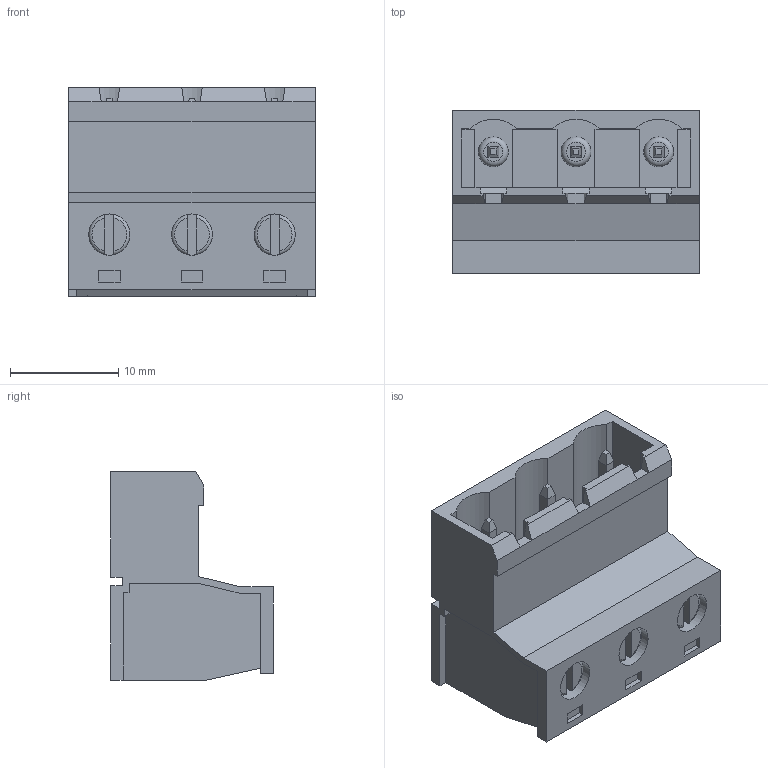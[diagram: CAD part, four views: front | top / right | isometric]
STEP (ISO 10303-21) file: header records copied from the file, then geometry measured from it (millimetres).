
FILE_DESCRIPTION( ( 'Unknown' ), '1' );
FILE_NAME( '691348400003.stp', 'Unknown', ( 'Unknown' ), ( 'Unknown' ), 'PSStep 14.0', 'Unknown', ' ' );
FILE_SCHEMA( ( 'AUTOMOTIVE_DESIGN { 1 0 10303 214 1 1 1 1 }' ) );
Length unit declared in the file: millimetre
Products named in the file (6): Assem1; 6913484000xx_PIN; 6913484000xx_CAGE; 6913484000xx_VISSE; 691348400003; 691348400003_CAPOT
Assembly tree (11 placements, depth 2):
  Assem1
    6913484000xx_PIN  x3
    6913484000xx_CAGE  x3
    6913484000xx_VISSE  x3
    691348400003
    691348400003_CAPOT
Bounding box: 22.76 x 15 x 19.2 mm (x, y, z)
Volume: 2614.7 mm3; surface area: 6049.3 mm2
Topology: 11 solids, 11 shells, 470 faces, 1246 edges, 812 vertices
Faces by surface type: plane 404, cylinder 48, torus 12, cone 6
Full cylindrical faces by diameter (mm): 2.6 x3, 2.75 x3, 2.9 x6, 3.8 x6
Entity records: 14356 total; most frequent: CARTESIAN_POINT 2014, ORIENTED_EDGE 1938, DIRECTION 1798, EDGE_CURVE 969, LINE 892, VECTOR 892, VERTEX_POINT 645, AXIS2_PLACEMENT_3D 453
